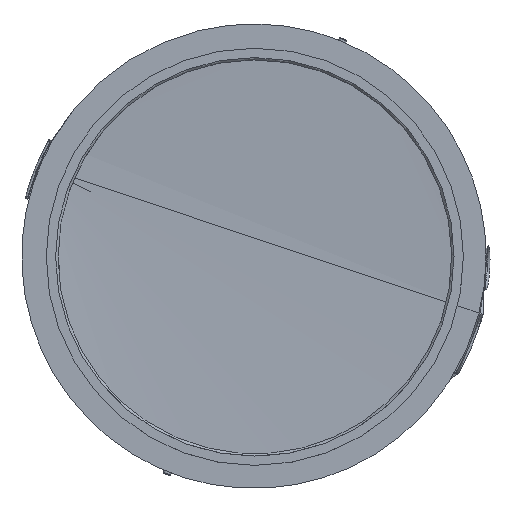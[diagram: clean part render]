
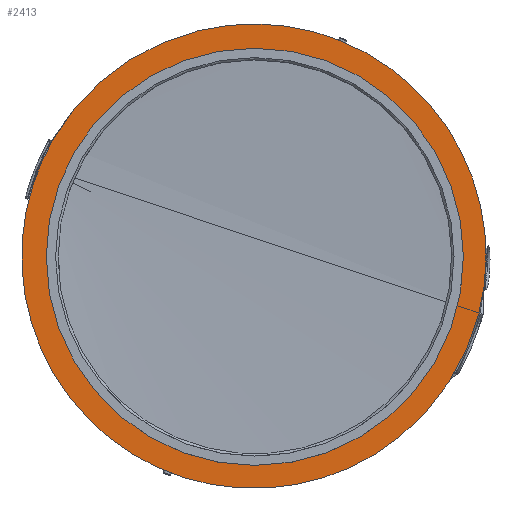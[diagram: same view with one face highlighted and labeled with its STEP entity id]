
A CAD part, top view. The second image highlights one B-rep face of the part: STEP entity #2413.
In plain terms, the highlighted planar face has unit normal (0, 0, 1).
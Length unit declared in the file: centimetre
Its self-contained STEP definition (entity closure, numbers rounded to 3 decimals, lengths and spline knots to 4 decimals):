
#33=PLANE($,#2595);
#393=B_SPLINE_CURVE_WITH_KNOTS($,3,(#4960,#4961,#4962,#4963,#4964,#4965,
#4966,#4967,#4968,#4969,#4970,#4971,#4972,#4973,#4974,#4975,#4976,#4977,
#4978,#4979,#4980,#4981,#4982),.UNSPECIFIED.,.F.,.F.,(4,2,2,2,2,2,2,2,2,
3,4),(-20.0607,-18.5023,-16.1804,-13.8162,
-11.492,-9.2597,-6.9431,-4.5782,
-2.2284,0.,0.3367),.UNSPECIFIED.);
#403=B_SPLINE_CURVE_WITH_KNOTS($,3,(#5030,#5031,#5032,#5033,#5034,#5035,
#5036,#5037,#5038,#5039,#5040,#5041,#5042,#5043,#5044,#5045,#5046,#5047,
#5048,#5049),.UNSPECIFIED.,.F.,.F.,(4,2,2,2,2,2,2,2,2,4),(-37.1874,
-36.076,-34.6141,-32.2506,-29.9752,
-27.7325,-25.4045,-23.0401,-20.74,
-20.0607),.UNSPECIFIED.);
#537=FACE_BOUND($,#734,.T.);
#581=FACE_OUTER_BOUND($,#733,.T.);
#733=EDGE_LOOP($,(#1821,#1822));
#734=EDGE_LOOP($,(#1823));
#923=CIRCLE($,#2596,5.35);
#1083=VERTEX_POINT($,#4954);
#1084=VERTEX_POINT($,#4959);
#1142=VERTEX_POINT($,#5534);
#1338=EDGE_CURVE($,#1083,#1084,#393,.T.);
#1348=EDGE_CURVE($,#1084,#1083,#403,.T.);
#1415=EDGE_CURVE($,#1142,#1142,#923,.T.);
#1821=ORIENTED_EDGE($,*,*,#1348,.F.);
#1822=ORIENTED_EDGE($,*,*,#1338,.F.);
#1823=ORIENTED_EDGE($,*,*,#1415,.F.);
#2413=ADVANCED_FACE($,(#581,#537),#33,.T.);
#2595=AXIS2_PLACEMENT_3D($,#5533,#2947,#2948);
#2596=AXIS2_PLACEMENT_3D($,#5535,#2949,#2950);
#2947=DIRECTION('center_axis',(0.,0.,1.));
#2948=DIRECTION('ref_axis',(1.,0.,0.));
#2949=DIRECTION('center_axis',(0.,0.,1.));
#2950=DIRECTION('ref_axis',(1.,0.,0.));
#4954=CARTESIAN_POINT('',(-13.9462,21.8709,6.05));
#4959=CARTESIAN_POINT('',(-24.8846,26.2903,6.05));
#4960=CARTESIAN_POINT('Ctrl Pts',(-13.9462,21.8709,6.05));
#4961=CARTESIAN_POINT('Ctrl Pts',(-14.0729,21.3691,6.05));
#4962=CARTESIAN_POINT('Ctrl Pts',(-14.2646,20.885,6.05));
#4963=CARTESIAN_POINT('Ctrl Pts',(-14.8938,19.7549,6.05));
#4964=CARTESIAN_POINT('Ctrl Pts',(-15.3986,19.1585,6.05));
#4965=CARTESIAN_POINT('Ctrl Pts',(-16.619,18.1836,6.05));
#4966=CARTESIAN_POINT('Ctrl Pts',(-17.3263,17.8188,6.05));
#4967=CARTESIAN_POINT('Ctrl Pts',(-18.829,17.3896,6.05));
#4968=CARTESIAN_POINT('Ctrl Pts',(-19.6083,17.3242,6.05));
#4969=CARTESIAN_POINT('Ctrl Pts',(-21.1178,17.4923,6.05));
#4970=CARTESIAN_POINT('Ctrl Pts',(-21.8354,17.7126,6.05));
#4971=CARTESIAN_POINT('Ctrl Pts',(-23.177,18.4192,6.05));
#4972=CARTESIAN_POINT('Ctrl Pts',(-23.7837,18.9086,6.05));
#4973=CARTESIAN_POINT('Ctrl Pts',(-24.7868,20.1039,6.05));
#4974=CARTESIAN_POINT('Ctrl Pts',(-25.1686,20.8024,6.05));
#4975=CARTESIAN_POINT('Ctrl Pts',(-25.6365,22.3027,6.05));
#4976=CARTESIAN_POINT('Ctrl Pts',(-25.72,23.0892,6.05));
#4977=CARTESIAN_POINT('Ctrl Pts',(-25.5813,24.609,6.05));
#4978=CARTESIAN_POINT('Ctrl Pts',(-25.3761,25.3296,6.05));
#4979=CARTESIAN_POINT('Ctrl Pts',(-25.0436,25.9939,6.05));
#4980=CARTESIAN_POINT('Ctrl Pts',(-24.9934,26.0942,6.05));
#4981=CARTESIAN_POINT('Ctrl Pts',(-24.9403,26.1931,6.05));
#4982=CARTESIAN_POINT('Ctrl Pts',(-24.8846,26.2903,6.05));
#5030=CARTESIAN_POINT('Ctrl Pts',(-24.8846,26.2903,6.05));
#5031=CARTESIAN_POINT('Ctrl Pts',(-24.7006,26.6112,6.05));
#5032=CARTESIAN_POINT('Ctrl Pts',(-24.4869,26.9146,6.05));
#5033=CARTESIAN_POINT('Ctrl Pts',(-23.9298,27.5668,6.05));
#5034=CARTESIAN_POINT('Ctrl Pts',(-23.569,27.8971,6.05));
#5035=CARTESIAN_POINT('Ctrl Pts',(-22.5302,28.6366,6.05));
#5036=CARTESIAN_POINT('Ctrl Pts',(-21.8041,28.9615,6.05));
#5037=CARTESIAN_POINT('Ctrl Pts',(-20.2961,29.3035,6.05));
#5038=CARTESIAN_POINT('Ctrl Pts',(-19.5311,29.3283,6.05));
#5039=CARTESIAN_POINT('Ctrl Pts',(-18.0438,29.0912,6.05));
#5040=CARTESIAN_POINT('Ctrl Pts',(-17.3343,28.8355,6.05));
#5041=CARTESIAN_POINT('Ctrl Pts',(-16.0226,28.0605,6.05));
#5042=CARTESIAN_POINT('Ctrl Pts',(-15.4381,27.5389,6.05));
#5043=CARTESIAN_POINT('Ctrl Pts',(-14.4948,26.2913,6.05));
#5044=CARTESIAN_POINT('Ctrl Pts',(-14.149,25.5745,6.05));
#5045=CARTESIAN_POINT('Ctrl Pts',(-13.7618,24.0686,6.05));
#5046=CARTESIAN_POINT('Ctrl Pts',(-13.7161,23.2961,6.05));
#5047=CARTESIAN_POINT('Ctrl Pts',(-13.8482,22.3118,6.05));
#5048=CARTESIAN_POINT('Ctrl Pts',(-13.891,22.0896,6.05));
#5049=CARTESIAN_POINT('Ctrl Pts',(-13.9462,21.8709,6.05));
#5533=CARTESIAN_POINT('Origin',(-19.6958,23.3115,6.05));
#5534=CARTESIAN_POINT('',(-25.0458,23.3115,6.05));
#5535=CARTESIAN_POINT('Origin',(-19.6958,23.3115,6.05));
